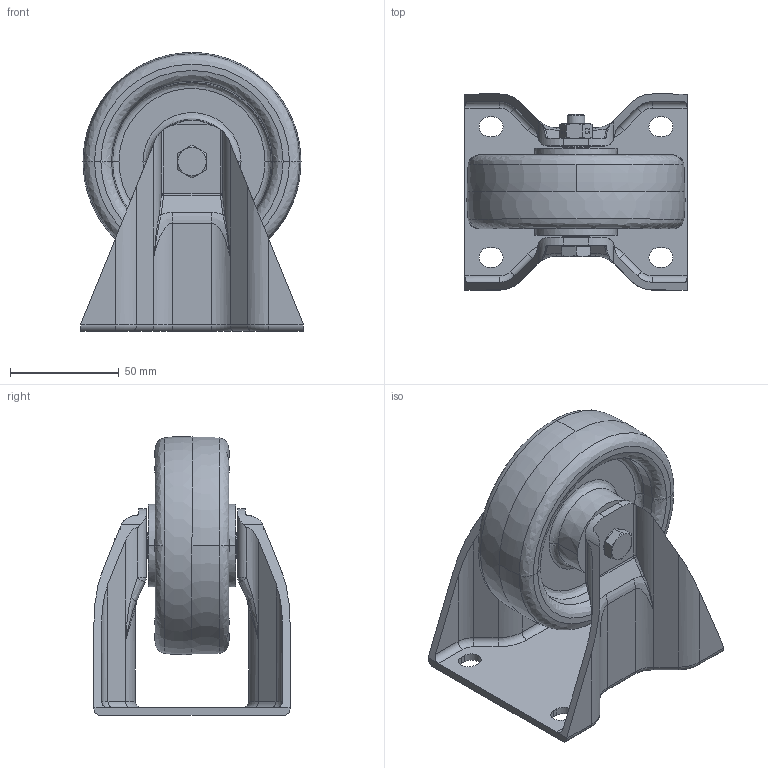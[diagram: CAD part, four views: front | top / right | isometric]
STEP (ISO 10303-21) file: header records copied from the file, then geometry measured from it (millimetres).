
FILE_DESCRIPTION (( 'STEP AP214' ), '1' );
FILE_NAME ('0021048BL_B-IM-PAM-100-G_(A-01).step', '2018-10-22T08:33:39', ( '' ), ( '' ), 'SwSTEP 2.0', 'SolidWorks 2018', '' );
FILE_SCHEMA (( 'AUTOMOTIVE_DESIGN' ));
Length unit declared in the file: millimetre
Products named in the file (1): 0021048BL_B-IM-PAM-100-G_(A-01)
Bounding box: 102 x 90 x 128.06 mm (x, y, z)
Volume: 263618.1 mm3; surface area: 88656.7 mm2
Topology: 7 solids, 7 shells, 332 faces, 780 edges, 462 vertices
Faces by surface type: cylinder 102, plane 96, bspline 52, torus 46, cone 36
Entity records: 15252 total; most frequent: CARTESIAN_POINT 4219, ORIENTED_EDGE 1544, DIRECTION 1526, EDGE_CURVE 772, AXIS2_PLACEMENT_3D 617, VERTEX_POINT 462, EDGE_LOOP 362, UNCERTAINTY_MEASURE_WITH_UNIT 341
